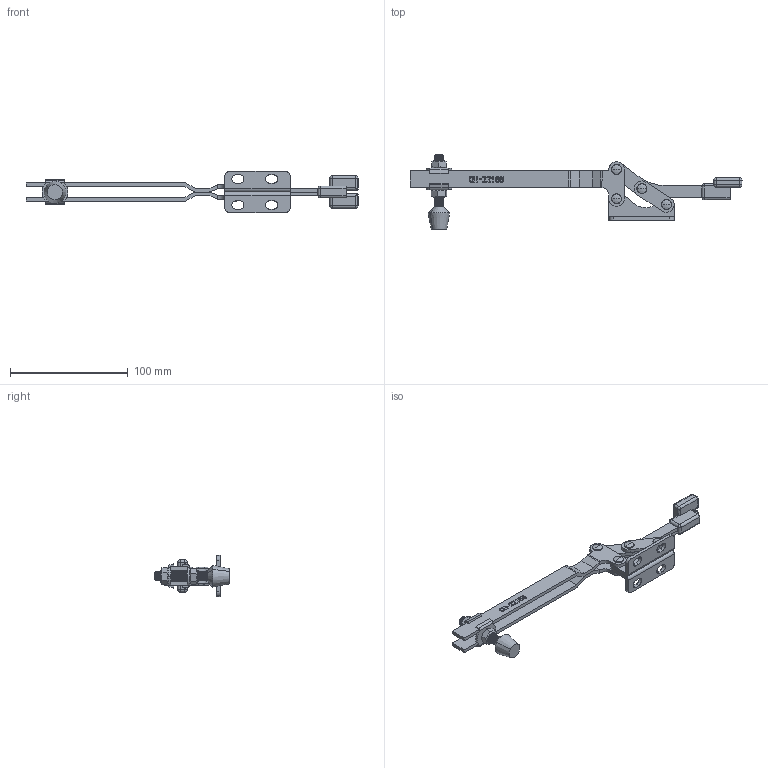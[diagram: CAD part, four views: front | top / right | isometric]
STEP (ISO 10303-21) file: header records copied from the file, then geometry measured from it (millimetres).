
FILE_DESCRIPTION (( 'STEP AP203' ), '1' );
FILE_NAME ('CH-22185.STEP', '2017-11-18T06:27:29', ( 'Windows' ), ( 'Microsoft' ), 'SwSTEP 2.0', 'SolidWorks 2015', '' );
FILE_SCHEMA (( 'CONFIG_CONTROL_DESIGN' ));
Length unit declared in the file: millimetre
Products named in the file (10): FC-56212-01; FC-56212; 22165-03; 22165-01; 22165-05; 22165-04; 22185揤參001; 22165-06; CH-22185; FW516
Assembly tree (15 placements, depth 2):
  CH-22185
    22165-01
    22165-04  x2
    22165-06  x4
    FW516  x2
    FC-56212-01  x2
    FC-56212
    22165-03
    22165-05
    22185揤參001
Bounding box: 282.12 x 63.51 x 34.9 mm (x, y, z)
Volume: 51294 mm3; surface area: 44715.9 mm2
Topology: 17 solids, 17 shells, 757 faces, 1976 edges, 1266 vertices
Faces by surface type: plane 310, cylinder 264, bspline 96, cone 35, torus 32, sphere 20
Entity records: 30067 total; most frequent: CARTESIAN_POINT 14132, ORIENTED_EDGE 3320, DIRECTION 2683, EDGE_CURVE 1660, VERTEX_POINT 1082, VECTOR 973, LINE 973, AXIS2_PLACEMENT_3D 855
